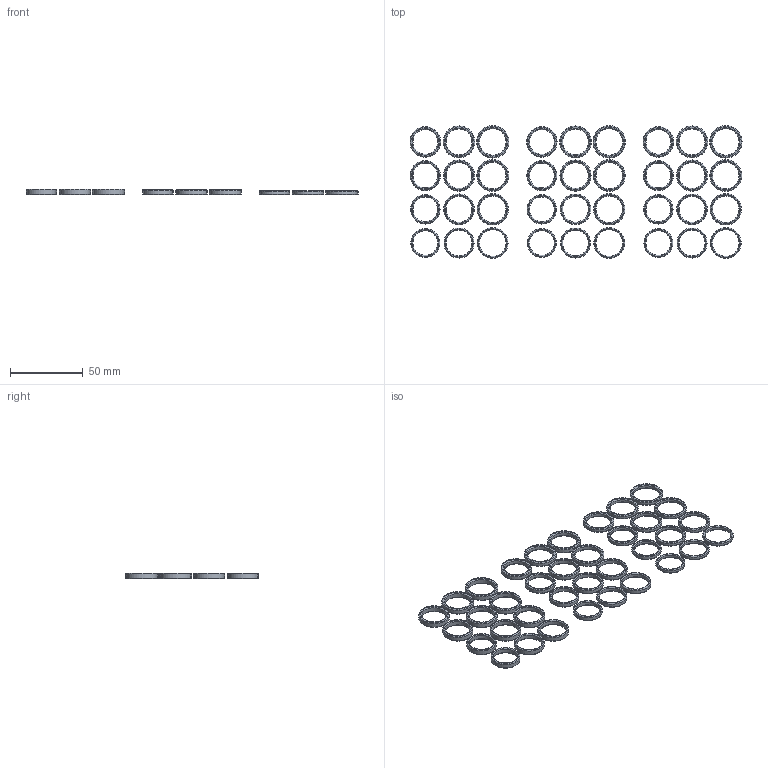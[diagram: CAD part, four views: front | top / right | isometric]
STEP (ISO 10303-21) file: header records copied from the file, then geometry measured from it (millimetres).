
FILE_DESCRIPTION(('Open CASCADE Model'),'2;1');
FILE_NAME('Open CASCADE Shape Model','2024-02-19T10:27:27',('Author'),( 'Open CASCADE'),'Open CASCADE STEP processor 7.7','Open CASCADE 7.7' ,'Unknown');
FILE_SCHEMA(('AUTOMOTIVE_DESIGN { 1 0 10303 214 1 1 1 1 }'));
Length unit declared in the file: millimetre
Products named in the file (37): Open CASCADE STEP translator 7.7 1; Open CASCADE STEP translator 7.7 1.1; Open CASCADE STEP translator 7.7 1.2; Open CASCADE STEP translator 7.7 1.3; Open CASCADE STEP translator 7.7 1.4; Open CASCADE STEP translator 7.7 1.5; Open CASCADE STEP translator 7.7 1.6; Open CASCADE STEP translator 7.7 1.7; Open CASCADE STEP translator 7.7 1.8; Open CASCADE STEP translator 7.7 1.9; Open CASCADE STEP translator 7.7 1.10; Open CASCADE STEP translator 7.7 1.11; Open CASCADE STEP translator 7.7 1.12; Open CASCADE STEP translator 7.7 1.13; Open CASCADE STEP translator 7.7 1.14; Open CASCADE STEP translator 7.7 1.15; Open CASCADE STEP translator 7.7 1.16; Open CASCADE STEP translator 7.7 1.17; Open CASCADE STEP translator 7.7 1.18; Open CASCADE STEP translator 7.7 1.19; Open CASCADE STEP translator 7.7 1.20; Open CASCADE STEP translator 7.7 1.21; Open CASCADE STEP translator 7.7 1.22; Open CASCADE STEP translator 7.7 1.23; Open CASCADE STEP translator 7.7 1.24; Open CASCADE STEP translator 7.7 1.25; Open CASCADE STEP translator 7.7 1.26; Open CASCADE STEP translator 7.7 1.27; Open CASCADE STEP translator 7.7 1.28; Open CASCADE STEP translator 7.7 1.29; Open CASCADE STEP translator 7.7 1.30; Open CASCADE STEP translator 7.7 1.31; Open CASCADE STEP translator 7.7 1.32; Open CASCADE STEP translator 7.7 1.33; Open CASCADE STEP translator 7.7 1.34; Open CASCADE STEP translator 7.7 1.35; Open CASCADE STEP translator 7.7 1.36
Assembly tree (36 placements, depth 2):
  Open CASCADE STEP translator 7.7 1
    Open CASCADE STEP translator 7.7 1.1
    Open CASCADE STEP translator 7.7 1.2
    Open CASCADE STEP translator 7.7 1.3
    Open CASCADE STEP translator 7.7 1.4
    Open CASCADE STEP translator 7.7 1.5
    Open CASCADE STEP translator 7.7 1.6
    Open CASCADE STEP translator 7.7 1.7
    Open CASCADE STEP translator 7.7 1.8
    Open CASCADE STEP translator 7.7 1.9
    Open CASCADE STEP translator 7.7 1.10
    Open CASCADE STEP translator 7.7 1.11
    Open CASCADE STEP translator 7.7 1.12
    Open CASCADE STEP translator 7.7 1.13
    Open CASCADE STEP translator 7.7 1.14
    Open CASCADE STEP translator 7.7 1.15
    Open CASCADE STEP translator 7.7 1.16
    Open CASCADE STEP translator 7.7 1.17
    Open CASCADE STEP translator 7.7 1.18
    Open CASCADE STEP translator 7.7 1.19
    Open CASCADE STEP translator 7.7 1.20
    Open CASCADE STEP translator 7.7 1.21
    Open CASCADE STEP translator 7.7 1.22
    Open CASCADE STEP translator 7.7 1.23
    Open CASCADE STEP translator 7.7 1.24
    Open CASCADE STEP translator 7.7 1.25
    Open CASCADE STEP translator 7.7 1.26
    Open CASCADE STEP translator 7.7 1.27
    Open CASCADE STEP translator 7.7 1.28
    Open CASCADE STEP translator 7.7 1.29
    Open CASCADE STEP translator 7.7 1.30
    Open CASCADE STEP translator 7.7 1.31
    Open CASCADE STEP translator 7.7 1.32
    Open CASCADE STEP translator 7.7 1.33
    Open CASCADE STEP translator 7.7 1.34
    Open CASCADE STEP translator 7.7 1.35
    Open CASCADE STEP translator 7.7 1.36
Bounding box: 227.95 x 91.15 x 4 mm (x, y, z)
Volume: 12396.6 mm3; surface area: 20569.7 mm2
Topology: 36 solids, 36 shells, 288 faces, 504 edges, 288 vertices
Faces by surface type: torus 144, cylinder 72, plane 72
Full cylindrical faces by diameter (mm): 17 x12, 17.8 x12, 18.3 x12, 19.8 x3, 20.2 x3, 20.6 x6, 21 x6, 21.1 x3, 21.4 x3, 21.5 x3, 21.8 x3, 21.9 x3, 22.3 x3
Entity records: 13984 total; most frequent: CARTESIAN_POINT 2413, DIRECTION 2306, ORIENTED_EDGE 1008, PCURVE 1008, DEFINITIONAL_REPRESENTATION 1008, AXIS2_PLACEMENT_3D 757, LINE 648, VECTOR 648
